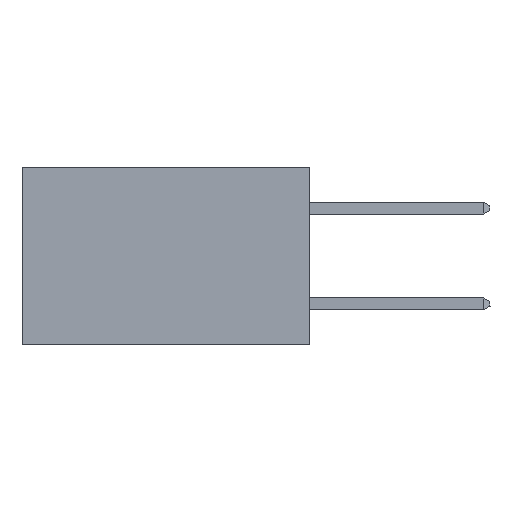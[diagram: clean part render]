
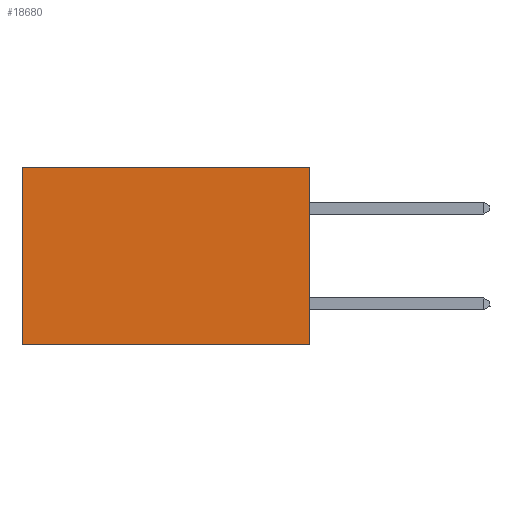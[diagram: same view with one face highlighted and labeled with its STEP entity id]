
A CAD part, left-side view. The second image highlights one B-rep face of the part: STEP entity #18680.
In plain terms, the highlighted planar face has unit normal (-1, 0, 0).
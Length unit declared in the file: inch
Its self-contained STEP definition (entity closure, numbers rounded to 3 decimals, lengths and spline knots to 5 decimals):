
#2022 = CARTESIAN_POINT ( 'NONE',  ( 0.2875, 0., 0. ) ) ;
#2951 = CARTESIAN_POINT ( 'NONE',  ( 0.2875, 0.6, 0. ) ) ;
#3751 = VECTOR ( 'NONE', #16522, 39.37008 ) ;
#4314 = ORIENTED_EDGE ( 'NONE', *, *, #4680, .T. ) ;
#4680 = EDGE_CURVE ( 'NONE', #5935, #10335, #20412, .T. ) ;
#5935 = VERTEX_POINT ( 'NONE', #2951 ) ;
#5989 = VECTOR ( 'NONE', #14118, 39.37008 ) ;
#6165 = DIRECTION ( 'NONE',  ( 1., 0., 0. ) ) ;
#6249 = VERTEX_POINT ( 'NONE', #2022 ) ;
#6802 = VECTOR ( 'NONE', #19630, 39.37008 ) ;
#7444 = CARTESIAN_POINT ( 'NONE',  ( 0.2875, 0.6, -0.37 ) ) ;
#8355 = EDGE_LOOP ( 'NONE', ( #4314, #10691, #10461, #10542 ) ) ;
#8623 = VECTOR ( 'NONE', #13825, 39.37008 ) ;
#8852 = CARTESIAN_POINT ( 'NONE',  ( 0.2875, 0., 0. ) ) ;
#9168 = EDGE_CURVE ( 'NONE', #6249, #5935, #14540, .T. ) ;
#9402 = PLANE ( 'NONE',  #12761 ) ;
#10335 = VERTEX_POINT ( 'NONE', #7444 ) ;
#10461 = ORIENTED_EDGE ( 'NONE', *, *, #14215, .F. ) ;
#10542 = ORIENTED_EDGE ( 'NONE', *, *, #9168, .T. ) ;
#10691 = ORIENTED_EDGE ( 'NONE', *, *, #17082, .F. ) ;
#12594 = LINE ( 'NONE', #13216, #3751 ) ;
#12761 = AXIS2_PLACEMENT_3D ( 'NONE', #16016, #6165, #17685 ) ;
#12897 = FACE_OUTER_BOUND ( 'NONE', #8355, .T. ) ;
#13216 = CARTESIAN_POINT ( 'NONE',  ( 0.2875, 0., -0.37 ) ) ;
#13825 = DIRECTION ( 'NONE',  ( 0., 1., 0. ) ) ;
#14118 = DIRECTION ( 'NONE',  ( 0., 0., -1. ) ) ;
#14215 = EDGE_CURVE ( 'NONE', #6249, #14765, #18585, .T. ) ;
#14540 = LINE ( 'NONE', #8852, #8623 ) ;
#14700 = CARTESIAN_POINT ( 'NONE',  ( 0.2875, 0.6, 0. ) ) ;
#14765 = VERTEX_POINT ( 'NONE', #17193 ) ;
#16016 = CARTESIAN_POINT ( 'NONE',  ( 0.2875, 0., 0. ) ) ;
#16522 = DIRECTION ( 'NONE',  ( 0., 1., 0. ) ) ;
#17082 = EDGE_CURVE ( 'NONE', #14765, #10335, #12594, .T. ) ;
#17193 = CARTESIAN_POINT ( 'NONE',  ( 0.2875, 0., -0.37 ) ) ;
#17685 = DIRECTION ( 'NONE',  ( 0., 0., -1. ) ) ;
#18585 = LINE ( 'NONE', #19046, #5989 ) ;
#18680 = ADVANCED_FACE ( 'NONE', ( #12897 ), #9402, .F. ) ;
#19046 = CARTESIAN_POINT ( 'NONE',  ( 0.2875, 0., 0. ) ) ;
#19630 = DIRECTION ( 'NONE',  ( 0., 0., -1. ) ) ;
#20412 = LINE ( 'NONE', #14700, #6802 ) ;
